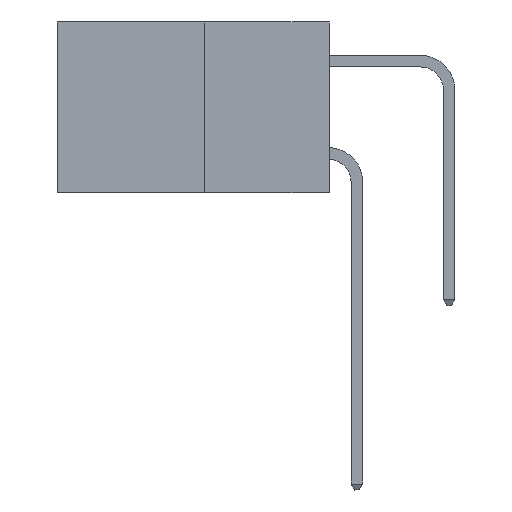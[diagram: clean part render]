
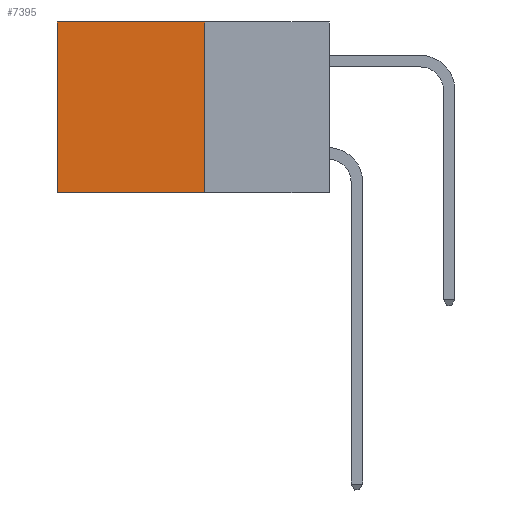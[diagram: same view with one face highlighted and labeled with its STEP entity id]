
A CAD part, left-side view. The second image highlights one B-rep face of the part: STEP entity #7395.
In plain terms, the highlighted planar face has unit normal (-1, 0, 0).
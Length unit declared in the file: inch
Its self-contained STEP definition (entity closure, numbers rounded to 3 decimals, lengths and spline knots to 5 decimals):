
#495 = VERTEX_POINT ( 'NONE', #10894 ) ;
#790 = CARTESIAN_POINT ( 'NONE',  ( 0.277, 0.59, -0.37 ) ) ;
#1100 = EDGE_CURVE ( 'NONE', #5533, #10656, #1107, .T. ) ;
#1107 = LINE ( 'NONE', #1712, #6401 ) ;
#1597 = DIRECTION ( 'NONE',  ( 0., 1., 0. ) ) ;
#1712 = CARTESIAN_POINT ( 'NONE',  ( 0.277, 0.27, -0.37 ) ) ;
#1929 = DIRECTION ( 'NONE',  ( 0., 0., -1. ) ) ;
#2313 = EDGE_CURVE ( 'NONE', #495, #5533, #4709, .T. ) ;
#2749 = ORIENTED_EDGE ( 'NONE', *, *, #7255, .T. ) ;
#2775 = ORIENTED_EDGE ( 'NONE', *, *, #1100, .F. ) ;
#3276 = CARTESIAN_POINT ( 'NONE',  ( 0.277, 0.27, -0.37 ) ) ;
#3590 = EDGE_CURVE ( 'NONE', #495, #5458, #12432, .T. ) ;
#3678 = EDGE_LOOP ( 'NONE', ( #2749, #2775, #5332, #9472 ) ) ;
#4275 = FACE_OUTER_BOUND ( 'NONE', #3678, .T. ) ;
#4628 = CARTESIAN_POINT ( 'NONE',  ( 0.277, 0.27, 0. ) ) ;
#4709 = LINE ( 'NONE', #9370, #12345 ) ;
#5332 = ORIENTED_EDGE ( 'NONE', *, *, #2313, .F. ) ;
#5353 = DIRECTION ( 'NONE',  ( 1., 0., 0. ) ) ;
#5458 = VERTEX_POINT ( 'NONE', #10367 ) ;
#5533 = VERTEX_POINT ( 'NONE', #8606 ) ;
#6401 = VECTOR ( 'NONE', #1597, 39.37008 ) ;
#7255 = EDGE_CURVE ( 'NONE', #5458, #10656, #10571, .T. ) ;
#7395 = ADVANCED_FACE ( 'NONE', ( #4275 ), #11343, .F. ) ;
#7672 = DIRECTION ( 'NONE',  ( 0., 1., 0. ) ) ;
#7908 = VECTOR ( 'NONE', #1929, 39.37008 ) ;
#8606 = CARTESIAN_POINT ( 'NONE',  ( 0.277, 0.27, -0.37 ) ) ;
#9138 = CARTESIAN_POINT ( 'NONE',  ( 0.277, 0.59, -0.37 ) ) ;
#9302 = DIRECTION ( 'NONE',  ( 0., 0., -1. ) ) ;
#9370 = CARTESIAN_POINT ( 'NONE',  ( 0.277, 0.27, -0.37 ) ) ;
#9472 = ORIENTED_EDGE ( 'NONE', *, *, #3590, .T. ) ;
#10367 = CARTESIAN_POINT ( 'NONE',  ( 0.277, 0.59, 0. ) ) ;
#10571 = LINE ( 'NONE', #790, #7908 ) ;
#10656 = VERTEX_POINT ( 'NONE', #9138 ) ;
#10894 = CARTESIAN_POINT ( 'NONE',  ( 0.277, 0.27, 0. ) ) ;
#11343 = PLANE ( 'NONE',  #11660 ) ;
#11660 = AXIS2_PLACEMENT_3D ( 'NONE', #3276, #5353, #12313 ) ;
#12150 = VECTOR ( 'NONE', #7672, 39.37008 ) ;
#12313 = DIRECTION ( 'NONE',  ( 0., 0., -1. ) ) ;
#12345 = VECTOR ( 'NONE', #9302, 39.37008 ) ;
#12432 = LINE ( 'NONE', #4628, #12150 ) ;
